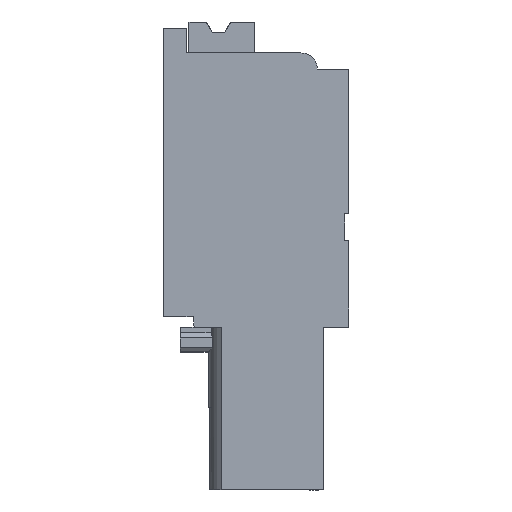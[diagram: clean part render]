
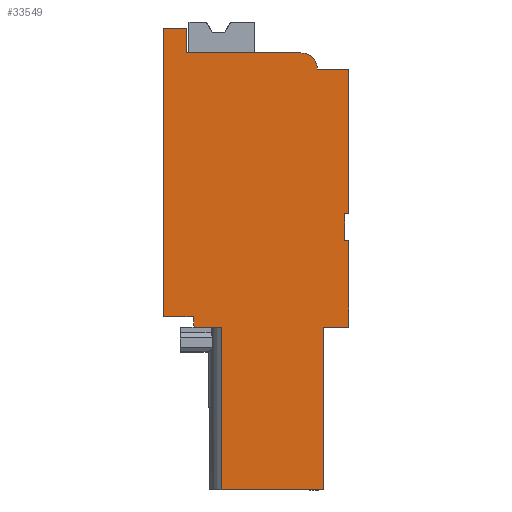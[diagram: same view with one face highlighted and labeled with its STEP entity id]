
A CAD part, left-side view. The second image highlights one B-rep face of the part: STEP entity #33549.
In plain terms, the highlighted planar face has unit normal (-1, 0, 0).
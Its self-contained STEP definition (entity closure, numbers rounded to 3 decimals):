
#6587=AXIS2_PLACEMENT_3D('Circle Axis2P3D',#6585,#6586,$) ;
#33522=AXIS2_PLACEMENT_3D('Plane Axis2P3D',#33519,#33520,#33521) ;
#40=CARTESIAN_POINT('Vertex',(0.,0.,13.4)) ;
#45=CARTESIAN_POINT('Line Origine',(0.,0.1,13.4)) ;
#49=CARTESIAN_POINT('Vertex',(0.,0.2,13.4)) ;
#83=CARTESIAN_POINT('Line Origine',(0.,0.2,12.75)) ;
#87=CARTESIAN_POINT('Vertex',(0.,0.2,12.1)) ;
#107=CARTESIAN_POINT('Line Origine',(0.,0.1,12.1)) ;
#111=CARTESIAN_POINT('Vertex',(0.,0.,12.1)) ;
#138=CARTESIAN_POINT('Line Origine',(0.,0.,10.)) ;
#142=CARTESIAN_POINT('Vertex',(0.,0.,7.9)) ;
#1723=CARTESIAN_POINT('Line Origine',(0.,0.612,7.9)) ;
#1727=CARTESIAN_POINT('Vertex',(0.,1.224,7.9)) ;
#2690=CARTESIAN_POINT('Line Origine',(0.,1.224,3.95)) ;
#2694=CARTESIAN_POINT('Vertex',(0.,1.224,0.)) ;
#4859=CARTESIAN_POINT('Line Origine',(0.,3.706,0.)) ;
#4863=CARTESIAN_POINT('Vertex',(0.,6.187,0.)) ;
#6582=CARTESIAN_POINT('Vertex',(0.,2.325,21.2)) ;
#6585=CARTESIAN_POINT('Axis2P3D Location',(0.,2.325,20.4)) ;
#6589=CARTESIAN_POINT('Vertex',(0.,1.525,20.4)) ;
#6785=CARTESIAN_POINT('Line Origine',(0.,5.087,21.2)) ;
#6789=CARTESIAN_POINT('Vertex',(0.,7.85,21.2)) ;
#8583=CARTESIAN_POINT('Line Origine',(0.,7.85,21.8)) ;
#8587=CARTESIAN_POINT('Vertex',(0.,7.85,22.4)) ;
#8614=CARTESIAN_POINT('Line Origine',(0.,8.425,22.4)) ;
#8618=CARTESIAN_POINT('Vertex',(0.,9.,22.4)) ;
#8645=CARTESIAN_POINT('Line Origine',(0.,9.,15.4)) ;
#8649=CARTESIAN_POINT('Vertex',(0.,9.,8.4)) ;
#9254=CARTESIAN_POINT('Line Origine',(0.,8.272,8.4)) ;
#9258=CARTESIAN_POINT('Vertex',(0.,7.545,8.4)) ;
#9620=CARTESIAN_POINT('Vertex',(0.,7.501,7.9)) ;
#9623=CARTESIAN_POINT('Line Origine',(0.,7.523,8.15)) ;
#9724=CARTESIAN_POINT('Vertex',(0.,6.187,7.9)) ;
#9727=CARTESIAN_POINT('Line Origine',(0.,6.844,7.9)) ;
#28152=CARTESIAN_POINT('Line Origine',(0.,0.762,20.4)) ;
#28156=CARTESIAN_POINT('Vertex',(0.,0.,20.4)) ;
#31750=CARTESIAN_POINT('Line Origine',(0.,6.187,3.95)) ;
#33519=CARTESIAN_POINT('Axis2P3D Location',(0.,0.,0.)) ;
#33524=CARTESIAN_POINT('Line Origine',(0.,0.,16.9)) ;
#46=DIRECTION('Vector Direction',(0.,1.,0.)) ;
#84=DIRECTION('Vector Direction',(0.,0.,1.)) ;
#108=DIRECTION('Vector Direction',(0.,-1.,0.)) ;
#139=DIRECTION('Vector Direction',(0.,0.,1.)) ;
#1724=DIRECTION('Vector Direction',(0.,1.,0.)) ;
#2691=DIRECTION('Vector Direction',(0.,0.,1.)) ;
#4860=DIRECTION('Vector Direction',(0.,-1.,0.)) ;
#6586=DIRECTION('Axis2P3D Direction',(-1.,-0.,0.)) ;
#6786=DIRECTION('Vector Direction',(0.,-1.,0.)) ;
#8584=DIRECTION('Vector Direction',(0.,0.,-1.)) ;
#8615=DIRECTION('Vector Direction',(0.,-1.,0.)) ;
#8646=DIRECTION('Vector Direction',(0.,0.,1.)) ;
#9255=DIRECTION('Vector Direction',(0.,-1.,0.)) ;
#9624=DIRECTION('Vector Direction',(0.,0.087,0.996)) ;
#9728=DIRECTION('Vector Direction',(0.,1.,0.)) ;
#28153=DIRECTION('Vector Direction',(0.,-1.,0.)) ;
#31751=DIRECTION('Vector Direction',(0.,0.,1.)) ;
#33520=DIRECTION('Axis2P3D Direction',(-1.,0.,0.)) ;
#33521=DIRECTION('Axis2P3D XDirection',(0.,0.,1.)) ;
#33525=DIRECTION('Vector Direction',(0.,0.,1.)) ;
#47=VECTOR('Line Direction',#46,1.) ;
#85=VECTOR('Line Direction',#84,1.) ;
#109=VECTOR('Line Direction',#108,1.) ;
#140=VECTOR('Line Direction',#139,1.) ;
#1725=VECTOR('Line Direction',#1724,1.) ;
#2692=VECTOR('Line Direction',#2691,1.) ;
#4861=VECTOR('Line Direction',#4860,1.) ;
#6787=VECTOR('Line Direction',#6786,1.) ;
#8585=VECTOR('Line Direction',#8584,1.) ;
#8616=VECTOR('Line Direction',#8615,1.) ;
#8647=VECTOR('Line Direction',#8646,1.) ;
#9256=VECTOR('Line Direction',#9255,1.) ;
#9625=VECTOR('Line Direction',#9624,1.) ;
#9729=VECTOR('Line Direction',#9728,1.) ;
#28154=VECTOR('Line Direction',#28153,1.) ;
#31752=VECTOR('Line Direction',#31751,1.) ;
#33526=VECTOR('Line Direction',#33525,1.) ;
#33530=ORIENTED_EDGE('',*,*,#33528,.T.) ;
#33531=ORIENTED_EDGE('',*,*,#28158,.T.) ;
#33532=ORIENTED_EDGE('',*,*,#6591,.T.) ;
#33533=ORIENTED_EDGE('',*,*,#6791,.T.) ;
#33534=ORIENTED_EDGE('',*,*,#8589,.T.) ;
#33535=ORIENTED_EDGE('',*,*,#8620,.T.) ;
#33536=ORIENTED_EDGE('',*,*,#8651,.T.) ;
#33537=ORIENTED_EDGE('',*,*,#9260,.T.) ;
#33538=ORIENTED_EDGE('',*,*,#9627,.T.) ;
#33539=ORIENTED_EDGE('',*,*,#9731,.T.) ;
#33540=ORIENTED_EDGE('',*,*,#31754,.F.) ;
#33541=ORIENTED_EDGE('',*,*,#4865,.T.) ;
#33542=ORIENTED_EDGE('',*,*,#2696,.T.) ;
#33543=ORIENTED_EDGE('',*,*,#1729,.T.) ;
#33544=ORIENTED_EDGE('',*,*,#144,.T.) ;
#33545=ORIENTED_EDGE('',*,*,#113,.T.) ;
#33546=ORIENTED_EDGE('',*,*,#89,.T.) ;
#33547=ORIENTED_EDGE('',*,*,#51,.T.) ;
#33549=ADVANCED_FACE('HOUSING',(#33548),#33523,.T.) ;
#6588=CIRCLE('generated circle',#6587,0.8) ;
#51=EDGE_CURVE('',#50,#41,#48,.F.) ;
#89=EDGE_CURVE('',#88,#50,#86,.T.) ;
#113=EDGE_CURVE('',#112,#88,#110,.F.) ;
#144=EDGE_CURVE('',#143,#112,#141,.T.) ;
#1729=EDGE_CURVE('',#1728,#143,#1726,.F.) ;
#2696=EDGE_CURVE('',#2695,#1728,#2693,.T.) ;
#4865=EDGE_CURVE('',#4864,#2695,#4862,.T.) ;
#6591=EDGE_CURVE('',#6590,#6583,#6588,.T.) ;
#6791=EDGE_CURVE('',#6583,#6790,#6788,.F.) ;
#8589=EDGE_CURVE('',#6790,#8588,#8586,.F.) ;
#8620=EDGE_CURVE('',#8588,#8619,#8617,.F.) ;
#8651=EDGE_CURVE('',#8619,#8650,#8648,.F.) ;
#9260=EDGE_CURVE('',#8650,#9259,#9257,.T.) ;
#9627=EDGE_CURVE('',#9259,#9621,#9626,.F.) ;
#9731=EDGE_CURVE('',#9621,#9725,#9730,.F.) ;
#28158=EDGE_CURVE('',#28157,#6590,#28155,.F.) ;
#31754=EDGE_CURVE('',#4864,#9725,#31753,.T.) ;
#33528=EDGE_CURVE('',#41,#28157,#33527,.T.) ;
#33529=EDGE_LOOP('',(#33530,#33531,#33532,#33533,#33534,#33535,#33536,#33537,#33538,#33539,#33540,#33541,#33542,#33543,#33544,#33545,#33546,#33547)) ;
#33548=FACE_OUTER_BOUND('',#33529,.T.) ;
#48=LINE('Line',#45,#47) ;
#86=LINE('Line',#83,#85) ;
#110=LINE('Line',#107,#109) ;
#141=LINE('Line',#138,#140) ;
#1726=LINE('Line',#1723,#1725) ;
#2693=LINE('Line',#2690,#2692) ;
#4862=LINE('Line',#4859,#4861) ;
#6788=LINE('Line',#6785,#6787) ;
#8586=LINE('Line',#8583,#8585) ;
#8617=LINE('Line',#8614,#8616) ;
#8648=LINE('Line',#8645,#8647) ;
#9257=LINE('Line',#9254,#9256) ;
#9626=LINE('Line',#9623,#9625) ;
#9730=LINE('Line',#9727,#9729) ;
#28155=LINE('Line',#28152,#28154) ;
#31753=LINE('Line',#31750,#31752) ;
#33527=LINE('Line',#33524,#33526) ;
#33523=PLANE('',#33522) ;
#41=VERTEX_POINT('',#40) ;
#50=VERTEX_POINT('',#49) ;
#88=VERTEX_POINT('',#87) ;
#112=VERTEX_POINT('',#111) ;
#143=VERTEX_POINT('',#142) ;
#1728=VERTEX_POINT('',#1727) ;
#2695=VERTEX_POINT('',#2694) ;
#4864=VERTEX_POINT('',#4863) ;
#6583=VERTEX_POINT('',#6582) ;
#6590=VERTEX_POINT('',#6589) ;
#6790=VERTEX_POINT('',#6789) ;
#8588=VERTEX_POINT('',#8587) ;
#8619=VERTEX_POINT('',#8618) ;
#8650=VERTEX_POINT('',#8649) ;
#9259=VERTEX_POINT('',#9258) ;
#9621=VERTEX_POINT('',#9620) ;
#9725=VERTEX_POINT('',#9724) ;
#28157=VERTEX_POINT('',#28156) ;
